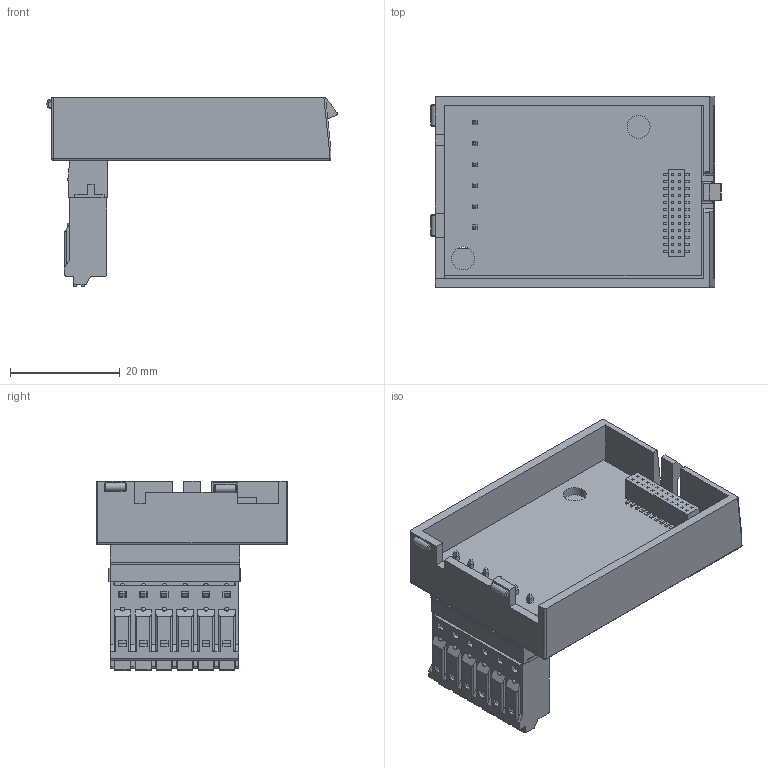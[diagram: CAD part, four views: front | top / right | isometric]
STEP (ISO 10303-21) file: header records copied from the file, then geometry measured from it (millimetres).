
FILE_DESCRIPTION((''),'2;1');
FILE_NAME('232-1','2025-04-23T09:41:52',('YUE.WEI'),(''),'CREO PARAMETRIC BY PTC INC, 2018400','CREO PARAMETRIC BY PTC INC, 2018400','');
FILE_SCHEMA(('CONFIG_CONTROL_DESIGN','SHAPE_APPEARANCE_LAYERS_GROUPS'));
Products named in the file (1): 232-1
Bounding box: 52.91 x 35 x 34.55 mm (x, y, z)
Volume: 10717.8 mm3; surface area: 15424.2 mm2
Topology: 1 solids, 7 shells, 2501 faces, 7110 edges, 4624 vertices
Faces by surface type: plane 1605, extrusion 575, cylinder 205, cone 54, torus 34, sphere 28
Entity records: 90104 total; most frequent: CARTESIAN_POINT 20394, ORIENTED_EDGE 14172, DIRECTION 10833, EDGE_CURVE 7086, VECTOR 5891, LINE 5316, VERTEX_POINT 4624, EDGE_LOOP 2718
